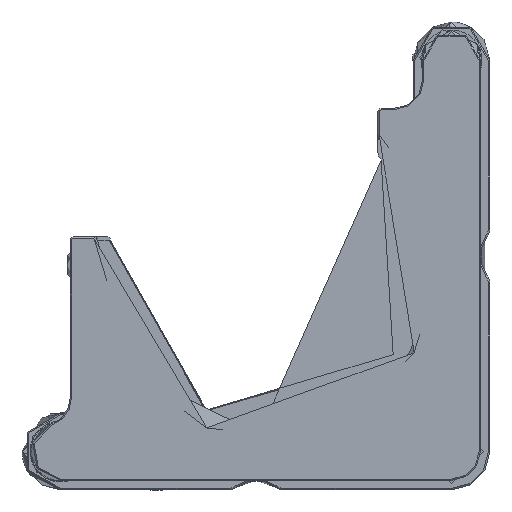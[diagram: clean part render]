
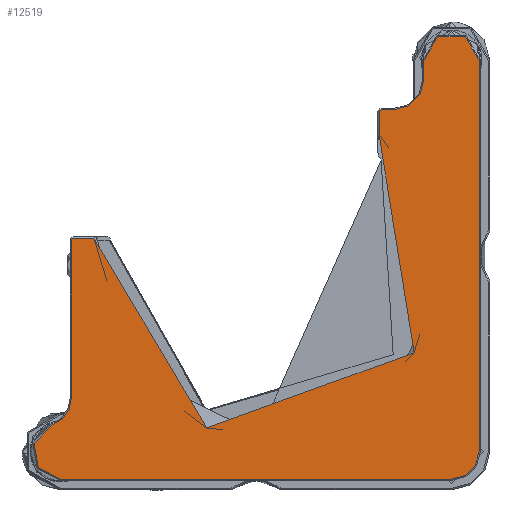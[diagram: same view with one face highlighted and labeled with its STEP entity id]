
A CAD part, left-side view. The second image highlights one B-rep face of the part: STEP entity #12519.
In plain terms, the highlighted planar face has unit normal (1, 0, 0).
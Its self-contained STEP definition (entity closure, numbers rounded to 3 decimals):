
#235 = VERTEX_POINT ( 'NONE', #435 ) ;
#311 = VERTEX_POINT ( 'NONE', #7890 ) ;
#435 = CARTESIAN_POINT ( 'NONE',  ( -16.971, -20.817, 74.8 ) ) ;
#450 = CARTESIAN_POINT ( 'NONE',  ( -16.971, 27.446, 54.5 ) ) ;
#467 = VERTEX_POINT ( 'NONE', #3025 ) ;
#468 = CARTESIAN_POINT ( 'NONE',  ( -16.971, -1.317, 52. ) ) ;
#538 = DIRECTION ( 'NONE',  ( 0., 0., -1. ) ) ;
#688 = DIRECTION ( 'NONE',  ( 0., 0., 1. ) ) ;
#901 = DIRECTION ( 'NONE',  ( 0., 0., -1. ) ) ;
#970 = ORIENTED_EDGE ( 'NONE', *, *, #2572, .F. ) ;
#1303 = EDGE_CURVE ( 'NONE', #4224, #7580, #6786, .T. ) ;
#1318 = DIRECTION ( 'NONE',  ( 1., 0., 0. ) ) ;
#1424 = LINE ( 'NONE', #3311, #5746 ) ;
#1750 = DIRECTION ( 'NONE',  ( -1., 0., 0. ) ) ;
#1866 = DIRECTION ( 'NONE',  ( 0., 0., -1. ) ) ;
#1867 = CARTESIAN_POINT ( 'NONE',  ( -16.971, 33.683, 17.2 ) ) ;
#1922 = CARTESIAN_POINT ( 'NONE',  ( -16.971, -36.117, 82.5 ) ) ;
#1953 = EDGE_CURVE ( 'NONE', #13221, #12781, #10823, .T. ) ;
#2030 = AXIS2_PLACEMENT_3D ( 'NONE', #3136, #9800, #7354 ) ;
#2223 = ORIENTED_EDGE ( 'NONE', *, *, #11492, .F. ) ;
#2267 = LINE ( 'NONE', #13219, #3795 ) ;
#2439 = CARTESIAN_POINT ( 'NONE',  ( -16.971, -31.817, 17.2 ) ) ;
#2477 = CARTESIAN_POINT ( 'NONE',  ( -16.971, -31.817, 21.5 ) ) ;
#2572 = EDGE_CURVE ( 'NONE', #235, #467, #10921, .T. ) ;
#2627 = AXIS2_PLACEMENT_3D ( 'NONE', #13943, #14093, #12928 ) ;
#2840 = ORIENTED_EDGE ( 'NONE', *, *, #13003, .T. ) ;
#2862 = CARTESIAN_POINT ( 'NONE',  ( -16.971, -27.517, 79.5 ) ) ;
#2923 = ORIENTED_EDGE ( 'NONE', *, *, #3807, .T. ) ;
#3025 = CARTESIAN_POINT ( 'NONE',  ( -16.971, -20.517, 74.5 ) ) ;
#3052 = DIRECTION ( 'NONE',  ( 0., -1., 0. ) ) ;
#3136 = CARTESIAN_POINT ( 'NONE',  ( -16.971, -2.717, 50.6 ) ) ;
#3176 = CARTESIAN_POINT ( 'NONE',  ( -16.971, -22.817, 74.8 ) ) ;
#3276 = ORIENTED_EDGE ( 'NONE', *, *, #6440, .T. ) ;
#3289 = DIRECTION ( 'NONE',  ( 0., -1., 0. ) ) ;
#3311 = CARTESIAN_POINT ( 'NONE',  ( -16.971, -20.517, 55. ) ) ;
#3382 = EDGE_LOOP ( 'NONE', ( #970, #3763, #10922, #11503, #2923, #8917, #5205, #2840, #9632, #7638, #13788, #2223, #3276, #8584, #5593 ) ) ;
#3572 = CARTESIAN_POINT ( 'NONE',  ( -16.971, 29.183, 21.5 ) ) ;
#3720 = PLANE ( 'NONE',  #12690 ) ;
#3758 = EDGE_CURVE ( 'NONE', #235, #12116, #2267, .T. ) ;
#3763 = ORIENTED_EDGE ( 'NONE', *, *, #3758, .T. ) ;
#3795 = VECTOR ( 'NONE', #3289, 1000. ) ;
#3807 = EDGE_CURVE ( 'NONE', #7580, #13221, #10490, .T. ) ;
#3882 = AXIS2_PLACEMENT_3D ( 'NONE', #12677, #5143, #13841 ) ;
#3904 = CARTESIAN_POINT ( 'NONE',  ( -16.971, 23.954, 54.8 ) ) ;
#4043 = LINE ( 'NONE', #1867, #6464 ) ;
#4224 = VERTEX_POINT ( 'NONE', #2862 ) ;
#4391 = DIRECTION ( 'NONE',  ( 0., 0., 1. ) ) ;
#4574 = CIRCLE ( 'NONE', #3882, 4.7 ) ;
#4684 = AXIS2_PLACEMENT_3D ( 'NONE', #10772, #9753, #1866 ) ;
#5083 = DIRECTION ( 'NONE',  ( 1., 0., 0. ) ) ;
#5133 = DIRECTION ( 'NONE',  ( 0., 1., 0. ) ) ;
#5143 = DIRECTION ( 'NONE',  ( 1., 0., 0. ) ) ;
#5205 = ORIENTED_EDGE ( 'NONE', *, *, #9794, .T. ) ;
#5273 = AXIS2_PLACEMENT_3D ( 'NONE', #6551, #11771, #6270 ) ;
#5276 = AXIS2_PLACEMENT_3D ( 'NONE', #2477, #13656, #538 ) ;
#5371 = LINE ( 'NONE', #8563, #14091 ) ;
#5457 = EDGE_CURVE ( 'NONE', #7690, #8129, #14045, .T. ) ;
#5495 = CIRCLE ( 'NONE', #2030, 27. ) ;
#5593 = ORIENTED_EDGE ( 'NONE', *, *, #10118, .T. ) ;
#5743 = CIRCLE ( 'NONE', #14082, 4.3 ) ;
#5746 = VECTOR ( 'NONE', #7730, 1000. ) ;
#5888 = CARTESIAN_POINT ( 'NONE',  ( -16.971, -27.517, 82.5 ) ) ;
#5965 = FACE_OUTER_BOUND ( 'NONE', #3382, .T. ) ;
#6104 = CARTESIAN_POINT ( 'NONE',  ( -16.971, 27.446, 29.998 ) ) ;
#6206 = VECTOR ( 'NONE', #688, 1000. ) ;
#6270 = DIRECTION ( 'NONE',  ( 0., 0., -1. ) ) ;
#6440 = EDGE_CURVE ( 'NONE', #13130, #13061, #5371, .T. ) ;
#6464 = VECTOR ( 'NONE', #5133, 1000. ) ;
#6551 = CARTESIAN_POINT ( 'NONE',  ( -16.971, 27.146, 54.5 ) ) ;
#6786 = LINE ( 'NONE', #7719, #12758 ) ;
#7176 = CARTESIAN_POINT ( 'NONE',  ( -16.971, 30.599, 25.56 ) ) ;
#7321 = EDGE_CURVE ( 'NONE', #7690, #9058, #9304, .T. ) ;
#7354 = DIRECTION ( 'NONE',  ( 0., 0., 1. ) ) ;
#7580 = VERTEX_POINT ( 'NONE', #5888 ) ;
#7638 = ORIENTED_EDGE ( 'NONE', *, *, #5457, .F. ) ;
#7690 = VERTEX_POINT ( 'NONE', #6104 ) ;
#7719 = CARTESIAN_POINT ( 'NONE',  ( -16.971, -27.517, 87. ) ) ;
#7730 = DIRECTION ( 'NONE',  ( 0., 0., 1. ) ) ;
#7782 = AXIS2_PLACEMENT_3D ( 'NONE', #10577, #5083, #12985 ) ;
#7890 = CARTESIAN_POINT ( 'NONE',  ( -16.971, 29.183, 17.2 ) ) ;
#8129 = VERTEX_POINT ( 'NONE', #7176 ) ;
#8563 = CARTESIAN_POINT ( 'NONE',  ( -16.971, 69.354, 54.8 ) ) ;
#8584 = ORIENTED_EDGE ( 'NONE', *, *, #11456, .F. ) ;
#8603 = VECTOR ( 'NONE', #901, 1000. ) ;
#8917 = ORIENTED_EDGE ( 'NONE', *, *, #1953, .T. ) ;
#8961 = EDGE_CURVE ( 'NONE', #4224, #12116, #4574, .T. ) ;
#9058 = VERTEX_POINT ( 'NONE', #450 ) ;
#9195 = VERTEX_POINT ( 'NONE', #2439 ) ;
#9304 = LINE ( 'NONE', #13947, #6206 ) ;
#9523 = CARTESIAN_POINT ( 'NONE',  ( -16.971, -36.117, 17. ) ) ;
#9632 = ORIENTED_EDGE ( 'NONE', *, *, #11541, .T. ) ;
#9706 = CARTESIAN_POINT ( 'NONE',  ( -16.971, -20.517, 70.902 ) ) ;
#9753 = DIRECTION ( 'NONE',  ( -1., 0., 0. ) ) ;
#9794 = EDGE_CURVE ( 'NONE', #12781, #9195, #11528, .T. ) ;
#9800 = DIRECTION ( 'NONE',  ( 1., 0., 0. ) ) ;
#10118 = EDGE_CURVE ( 'NONE', #13809, #467, #1424, .T. ) ;
#10490 = CIRCLE ( 'NONE', #2627, 4.3 ) ;
#10577 = CARTESIAN_POINT ( 'NONE',  ( -16.971, 32.146, 29.998 ) ) ;
#10772 = CARTESIAN_POINT ( 'NONE',  ( -16.971, -20.817, 74.5 ) ) ;
#10823 = LINE ( 'NONE', #9523, #8603 ) ;
#10921 = CIRCLE ( 'NONE', #4684, 0.3 ) ;
#10922 = ORIENTED_EDGE ( 'NONE', *, *, #8961, .F. ) ;
#11456 = EDGE_CURVE ( 'NONE', #13809, #13061, #5495, .T. ) ;
#11492 = EDGE_CURVE ( 'NONE', #13130, #9058, #11526, .T. ) ;
#11503 = ORIENTED_EDGE ( 'NONE', *, *, #1303, .T. ) ;
#11526 = CIRCLE ( 'NONE', #5273, 0.3 ) ;
#11528 = CIRCLE ( 'NONE', #5276, 4.3 ) ;
#11541 = EDGE_CURVE ( 'NONE', #311, #8129, #5743, .T. ) ;
#11771 = DIRECTION ( 'NONE',  ( -1., 0., 0. ) ) ;
#12116 = VERTEX_POINT ( 'NONE', #3176 ) ;
#12407 = DIRECTION ( 'NONE',  ( 0., 0., -1. ) ) ;
#12519 = ADVANCED_FACE ( 'NONE', ( #5965 ), #3720, .F. ) ;
#12677 = CARTESIAN_POINT ( 'NONE',  ( -16.971, -22.817, 79.5 ) ) ;
#12690 = AXIS2_PLACEMENT_3D ( 'NONE', #468, #1750, #13861 ) ;
#12758 = VECTOR ( 'NONE', #4391, 1000. ) ;
#12781 = VERTEX_POINT ( 'NONE', #13272 ) ;
#12886 = CARTESIAN_POINT ( 'NONE',  ( -16.971, 27.146, 54.8 ) ) ;
#12928 = DIRECTION ( 'NONE',  ( 0., 0., -1. ) ) ;
#12985 = DIRECTION ( 'NONE',  ( 0., 0., 1. ) ) ;
#13003 = EDGE_CURVE ( 'NONE', #9195, #311, #4043, .T. ) ;
#13061 = VERTEX_POINT ( 'NONE', #3904 ) ;
#13130 = VERTEX_POINT ( 'NONE', #12886 ) ;
#13219 = CARTESIAN_POINT ( 'NONE',  ( -16.971, -20.317, 74.8 ) ) ;
#13221 = VERTEX_POINT ( 'NONE', #1922 ) ;
#13272 = CARTESIAN_POINT ( 'NONE',  ( -16.971, -36.117, 21.5 ) ) ;
#13656 = DIRECTION ( 'NONE',  ( 1., 0., 0. ) ) ;
#13788 = ORIENTED_EDGE ( 'NONE', *, *, #7321, .T. ) ;
#13809 = VERTEX_POINT ( 'NONE', #9706 ) ;
#13841 = DIRECTION ( 'NONE',  ( 0., 0., 1. ) ) ;
#13861 = DIRECTION ( 'NONE',  ( 0., 0., 1. ) ) ;
#13943 = CARTESIAN_POINT ( 'NONE',  ( -16.971, -31.817, 82.5 ) ) ;
#13947 = CARTESIAN_POINT ( 'NONE',  ( -16.971, 27.446, 55. ) ) ;
#14045 = CIRCLE ( 'NONE', #7782, 4.7 ) ;
#14082 = AXIS2_PLACEMENT_3D ( 'NONE', #3572, #1318, #12407 ) ;
#14091 = VECTOR ( 'NONE', #3052, 1000. ) ;
#14093 = DIRECTION ( 'NONE',  ( 1., 0., 0. ) ) ;
